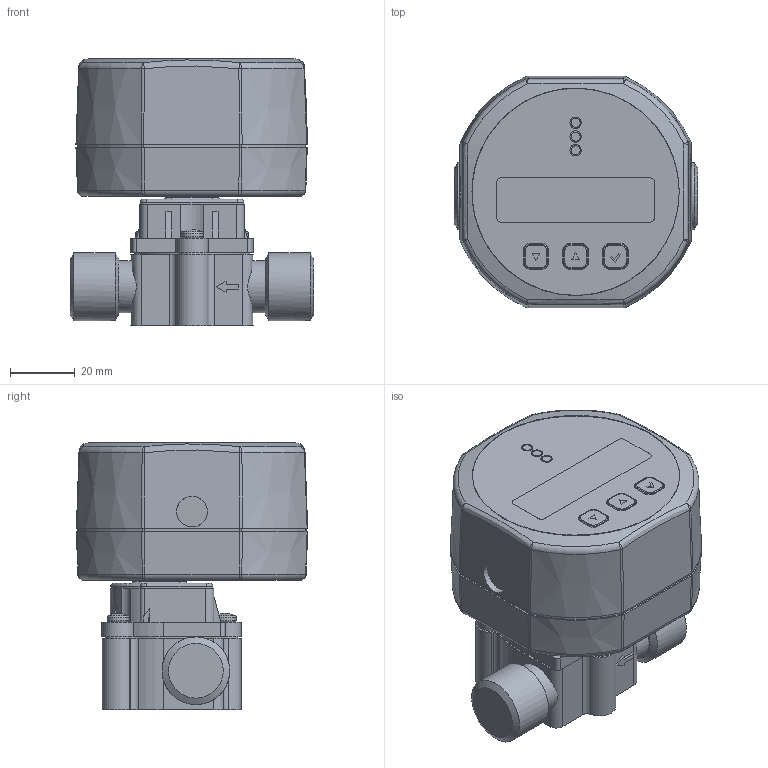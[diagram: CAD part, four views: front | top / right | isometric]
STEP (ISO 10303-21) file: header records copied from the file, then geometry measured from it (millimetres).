
FILE_DESCRIPTION(/* description */ (''),/* implementation_level */ '2;1');
FILE_NAME(/* name */ '3d_Reflex''FillguardPlus''.stp',/* time_stamp */ '2023-07-21T08:03:02+02:00',/* author */ ('Andrzej'),/* organization */ (''),/* preprocessor_version */ 'ST-DEVELOPER v16.13',/* originating_system */ 'AutoCAD Mechanical',/* authorisation */ '');
FILE_SCHEMA (('AUTOMOTIVE_DESIGN { 1 0 10303 214 3 1 1 }'));
Length unit declared in the file: millimetre
Products named in the file (1): Product
Bounding box: 75.2 x 71.41 x 82.51 mm (x, y, z)
Volume: 241860.3 mm3; surface area: 36369.1 mm2
Topology: 7 solids, 7 shells, 369 faces, 895 edges, 564 vertices
Faces by surface type: cylinder 135, plane 130, torus 47, bspline 24, sphere 19, cone 14
Full cylindrical faces by diameter (mm): 2.8 x3, 3.5 x3, 4 x6, 4.3 x1, 6.8 x3, 8.5 x1, 9.5 x1, 16 x2, 20.9 x2, 30.5 x1, 64 x1
Entity records: 11095 total; most frequent: CARTESIAN_POINT 2493, DIRECTION 1915, ORIENTED_EDGE 1678, EDGE_CURVE 839, AXIS2_PLACEMENT_3D 774, VERTEX_POINT 547, EDGE_LOOP 438, CIRCLE 423
